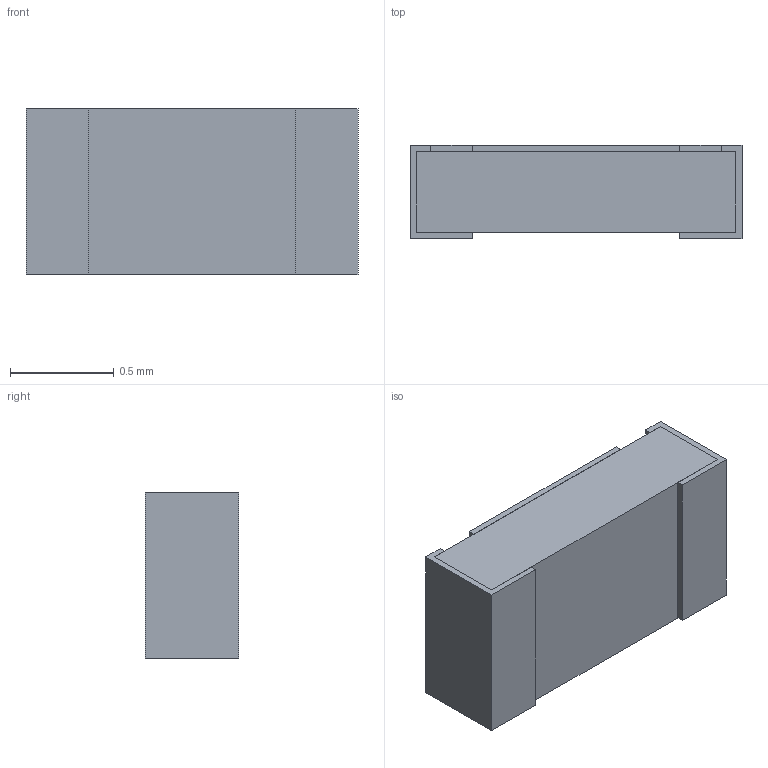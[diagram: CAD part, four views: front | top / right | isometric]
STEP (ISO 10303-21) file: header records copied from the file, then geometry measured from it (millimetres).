
FILE_DESCRIPTION (( 'STEP AP214' ), '1' );
FILE_NAME ('0603 resistor.STEP', '2012-03-18T02:49:20', ( '' ), ( '' ), 'SwSTEP 2.0', 'SolidWorks 2010', '' );
FILE_SCHEMA (( 'AUTOMOTIVE_DESIGN' ));
Length unit declared in the file: millimetre
Products named in the file (1): 0603 resistor
Bounding box: 1.6 x 0.45 x 0.8 mm (x, y, z)
Volume: 0.5 mm3; surface area: 9 mm2
Topology: 2 solids, 2 shells, 45 faces, 166 edges, 132 vertices
Faces by surface type: plane 45
Entity records: 2355 total; most frequent: CARTESIAN_POINT 530, ORIENTED_EDGE 332, DIRECTION 239, EDGE_CURVE 166, LINE 147, VECTOR 147, VERTEX_POINT 132, EDGE_LOOP 52
